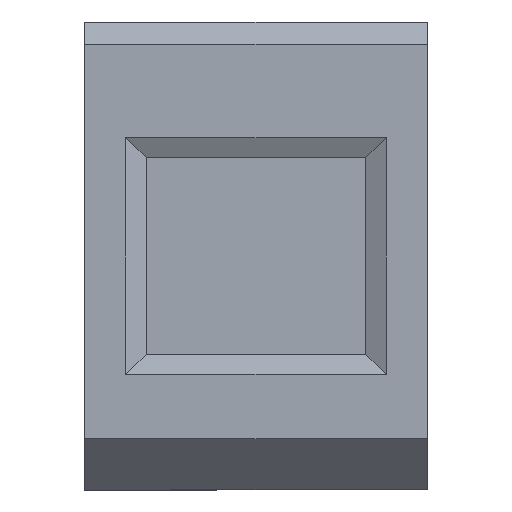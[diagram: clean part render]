
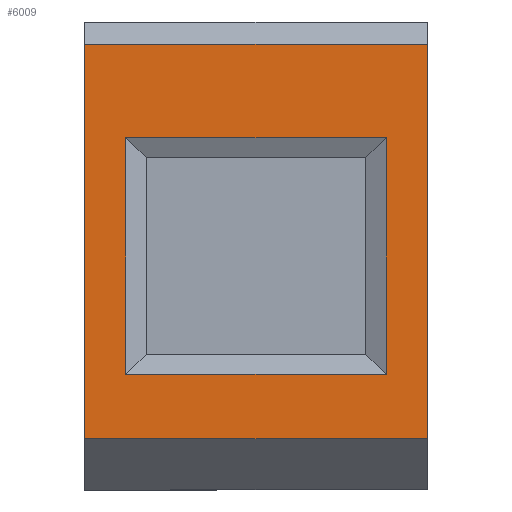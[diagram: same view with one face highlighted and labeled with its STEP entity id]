
A CAD part, left-side view. The second image highlights one B-rep face of the part: STEP entity #6009.
In plain terms, the highlighted planar face has unit normal (-1, 0, 0).
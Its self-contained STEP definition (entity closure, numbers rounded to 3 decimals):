
#696=FACE_BOUND('',#1140,.T.);
#797=FACE_OUTER_BOUND('',#1139,.T.);
#1139=EDGE_LOOP('',(#4097,#4098,#4099,#4100));
#1140=EDGE_LOOP('',(#4101,#4102,#4103,#4104));
#1520=LINE('',#7371,#1984);
#1524=LINE('',#7379,#1988);
#1529=LINE('',#7387,#1993);
#1530=LINE('',#7389,#1994);
#1552=LINE('',#7456,#2016);
#1553=LINE('',#7458,#2017);
#1554=LINE('',#7460,#2018);
#1555=LINE('',#7461,#2019);
#1984=VECTOR('',#6553,10.);
#1988=VECTOR('',#6559,10.);
#1993=VECTOR('',#6566,10.);
#1994=VECTOR('',#6569,10.);
#2016=VECTOR('',#6619,10.);
#2017=VECTOR('',#6620,10.);
#2018=VECTOR('',#6621,10.);
#2019=VECTOR('',#6622,10.);
#2445=VERTEX_POINT('',#7369);
#2446=VERTEX_POINT('',#7370);
#2448=VERTEX_POINT('',#7377);
#2449=VERTEX_POINT('',#7378);
#2481=VERTEX_POINT('',#7454);
#2482=VERTEX_POINT('',#7455);
#2483=VERTEX_POINT('',#7457);
#2484=VERTEX_POINT('',#7459);
#3081=EDGE_CURVE('',#2445,#2446,#1520,.T.);
#3085=EDGE_CURVE('',#2448,#2449,#1524,.T.);
#3090=EDGE_CURVE('',#2449,#2445,#1529,.T.);
#3091=EDGE_CURVE('',#2446,#2448,#1530,.T.);
#3124=EDGE_CURVE('',#2481,#2482,#1552,.T.);
#3125=EDGE_CURVE('',#2481,#2483,#1553,.T.);
#3126=EDGE_CURVE('',#2484,#2483,#1554,.T.);
#3127=EDGE_CURVE('',#2482,#2484,#1555,.T.);
#4097=ORIENTED_EDGE('',*,*,#3124,.F.);
#4098=ORIENTED_EDGE('',*,*,#3125,.T.);
#4099=ORIENTED_EDGE('',*,*,#3126,.F.);
#4100=ORIENTED_EDGE('',*,*,#3127,.F.);
#4101=ORIENTED_EDGE('',*,*,#3085,.F.);
#4102=ORIENTED_EDGE('',*,*,#3091,.F.);
#4103=ORIENTED_EDGE('',*,*,#3081,.F.);
#4104=ORIENTED_EDGE('',*,*,#3090,.F.);
#5916=PLANE('',#6370);
#6009=ADVANCED_FACE('',(#797,#696),#5916,.T.);
#6370=AXIS2_PLACEMENT_3D('',#7453,#6617,#6618);
#6553=DIRECTION('',(0.,0.,1.));
#6559=DIRECTION('',(0.,0.,-1.));
#6566=DIRECTION('',(0.,-1.,0.));
#6569=DIRECTION('',(0.,1.,0.));
#6617=DIRECTION('center_axis',(-1.,0.,0.));
#6618=DIRECTION('ref_axis',(0.,0.,
-1.));
#6619=DIRECTION('',(0.,1.,0.));
#6620=DIRECTION('',(0.,0.,1.));
#6621=DIRECTION('',(0.,-1.,0.));
#6622=DIRECTION('',(0.,0.,1.));
#7369=CARTESIAN_POINT('',(0.,14.35,13.84));
#7370=CARTESIAN_POINT('',(0.,14.35,36.96));
#7371=CARTESIAN_POINT('',(0.,14.35,29.35));
#7377=CARTESIAN_POINT('',(0.,39.85,36.96));
#7378=CARTESIAN_POINT('',(0.,39.85,13.84));
#7379=CARTESIAN_POINT('',(0.,39.85,29.35));
#7387=CARTESIAN_POINT('',(0.,27.85,13.84));
#7389=CARTESIAN_POINT('',(0.,27.85,36.96));
#7453=CARTESIAN_POINT('Origin',(0.,27.85,33.3));
#7454=CARTESIAN_POINT('',(0.,10.35,7.5));
#7455=CARTESIAN_POINT('',(0.,43.85,7.5));
#7456=CARTESIAN_POINT('',(0.,30.35,7.5));
#7457=CARTESIAN_POINT('',(0.,10.35,46.128));
#7458=CARTESIAN_POINT('',(0.,10.35,20.4));
#7459=CARTESIAN_POINT('',(0.,43.85,46.128));
#7460=CARTESIAN_POINT('',(0.,29.1,46.128));
#7461=CARTESIAN_POINT('',(0.,43.85,13.95));
